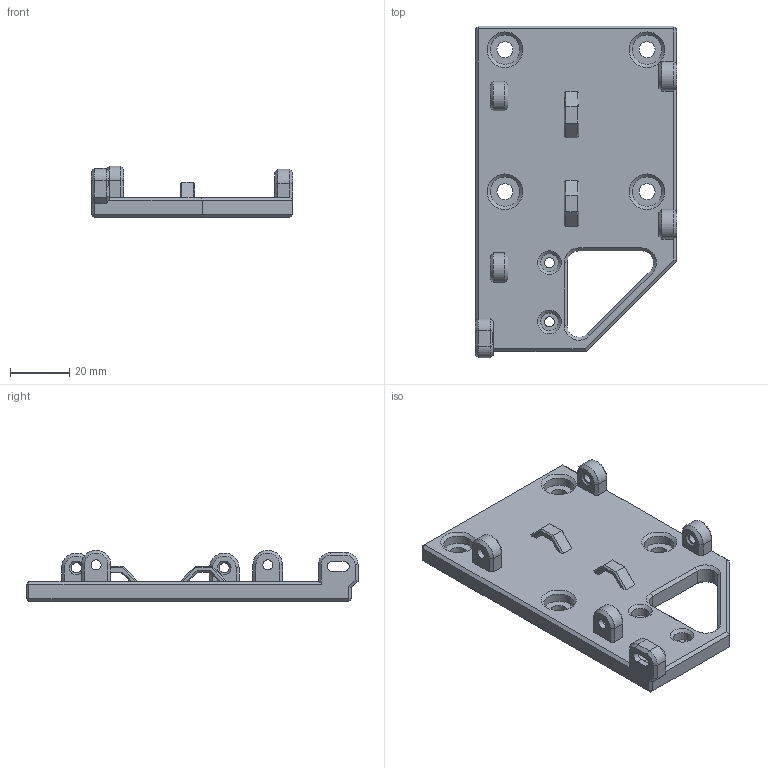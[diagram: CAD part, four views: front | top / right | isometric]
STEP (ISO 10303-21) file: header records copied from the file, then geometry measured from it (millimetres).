
FILE_DESCRIPTION(/* description */ (''),/* implementation_level */ '2;1');
FILE_NAME(/* name */ 'Door Puller Mount Cover v18.step',/* time_stamp */ '2025-09-15T11:09:02-04:00',/* author */ (''),/* organization */ (''),/* preprocessor_version */ 'ST-DEVELOPER v20.1',/* originating_system */ 'Autodesk Translation Framework v14.17.0.0',/* authorisation */ '');
FILE_SCHEMA (('AUTOMOTIVE_DESIGN { 1 0 10303 214 3 1 1 }'));
Length unit declared in the file: millimetre
Products named in the file (1): Door Puller Mount Cover
Bounding box: 68 x 112.2 x 17.5 mm (x, y, z)
Volume: 44676.1 mm3; surface area: 18185.8 mm2
Topology: 1 solids, 1 shells, 217 faces, 501 edges, 297 vertices
Faces by surface type: plane 140, cone 40, cylinder 35, bspline 2
Full cylindrical faces by diameter (mm): 3.4 x6, 4.6 x2, 5.4 x4, 6 x4, 10 x4
Entity records: 6135 total; most frequent: CARTESIAN_POINT 1111, DIRECTION 1033, ORIENTED_EDGE 1002, EDGE_CURVE 501, LINE 385, VECTOR 385, AXIS2_PLACEMENT_3D 324, VERTEX_POINT 297
